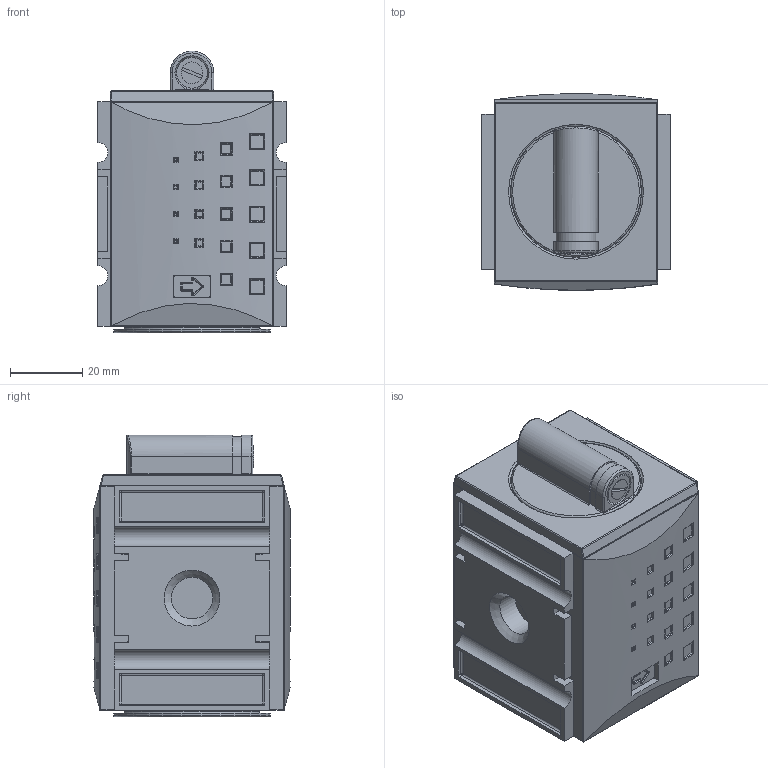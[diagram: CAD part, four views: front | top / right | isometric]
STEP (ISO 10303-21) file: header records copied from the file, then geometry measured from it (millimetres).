
FILE_DESCRIPTION((''),'2;1');
FILE_NAME('KSSV-114.stp','2010-01-29T13:10:04',('DDruske'),(''),'Autodesk Inventor 2009','Autodesk Inventor 2009','');
FILE_SCHEMA(('AUTOMOTIVE_DESIGN { 1 0 10303 214 1 1 1 1 }'));
Length unit declared in the file: millimetre
Products named in the file (1): Bauteil3
Bounding box: 52 x 54.19 x 77.8 mm (x, y, z)
Volume: 165716.8 mm3; surface area: 33815.4 mm2
Topology: 2 solids, 2 shells, 879 faces, 2321 edges, 1451 vertices
Faces by surface type: cylinder 323, plane 274, bspline 174, torus 95, sphere 8, cone 5
Full cylindrical faces by diameter (mm): 8.5 x1, 11.445 x1, 35 x1, 36 x1, 36.2 x1, 37.323 x1, 43.5 x1
Entity records: 34434 total; most frequent: CARTESIAN_POINT 12799, ORIENTED_EDGE 4514, DIRECTION 4035, EDGE_CURVE 2257, VERTEX_POINT 1446, AXIS2_PLACEMENT_3D 1392, VECTOR 1251, LINE 1251
